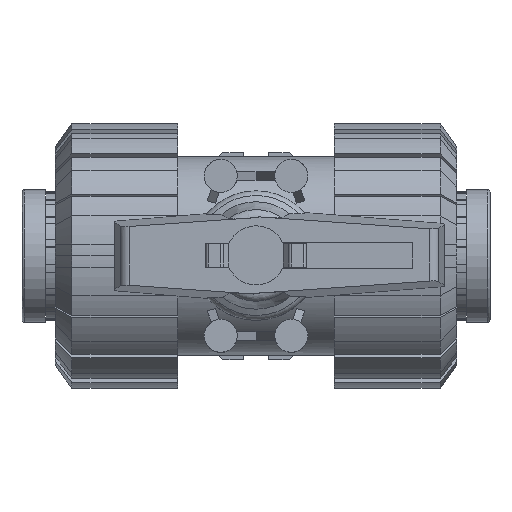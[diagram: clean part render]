
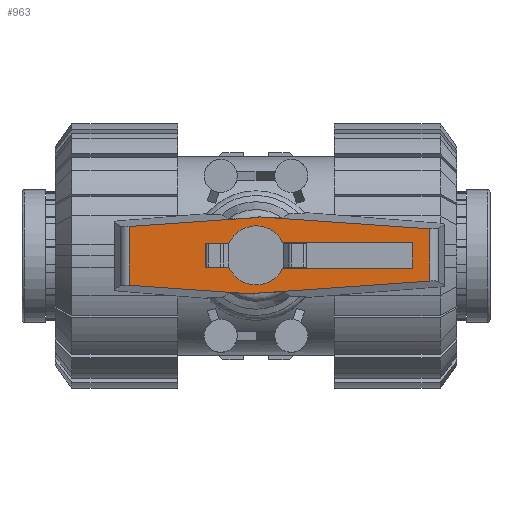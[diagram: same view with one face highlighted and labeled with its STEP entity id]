
A CAD part, top view. The second image highlights one B-rep face of the part: STEP entity #963.
In plain terms, the highlighted planar face has unit normal (0, 0, 1).
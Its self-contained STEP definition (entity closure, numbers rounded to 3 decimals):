
#963=ADVANCED_FACE('',(#2315,#2316),#2317,.T.);
#2315=FACE_BOUND('',#4131,.T.);
#2316=FACE_OUTER_BOUND('',#4132,.T.);
#2317=PLANE('',#4133);
#4131=EDGE_LOOP('',(#6609,#6610,#6611,#6612,#6613,#6614,#6615,#6616));
#4132=EDGE_LOOP('',(#6617,#6618,#6619,#6620,#6621,#6622,#6623,#6624));
#4133=AXIS2_PLACEMENT_3D('',#6625,#6626,#6627);
#6609=ORIENTED_EDGE('',*,*,#11429,.T.);
#6610=ORIENTED_EDGE('',*,*,#11514,.T.);
#6611=ORIENTED_EDGE('',*,*,#11592,.T.);
#6612=ORIENTED_EDGE('',*,*,#11519,.T.);
#6613=ORIENTED_EDGE('',*,*,#11418,.T.);
#6614=ORIENTED_EDGE('',*,*,#11414,.T.);
#6615=ORIENTED_EDGE('',*,*,#11410,.T.);
#6616=ORIENTED_EDGE('',*,*,#11405,.T.);
#6617=ORIENTED_EDGE('',*,*,#11629,.T.);
#6618=ORIENTED_EDGE('',*,*,#11679,.T.);
#6619=ORIENTED_EDGE('',*,*,#11666,.T.);
#6620=ORIENTED_EDGE('',*,*,#11656,.T.);
#6621=ORIENTED_EDGE('',*,*,#11648,.T.);
#6622=ORIENTED_EDGE('',*,*,#11681,.F.);
#6623=ORIENTED_EDGE('',*,*,#11583,.T.);
#6624=ORIENTED_EDGE('',*,*,#11621,.T.);
#6625=CARTESIAN_POINT('',(3.932,0.0,103.5));
#6626=DIRECTION('',(0.0,0.0,1.0));
#6627=DIRECTION('',(1.0,0.0,0.0));
#11405=EDGE_CURVE('',#13729,#13730,#13731,.T.);
#11410=EDGE_CURVE('',#13738,#13729,#13739,.T.);
#11414=EDGE_CURVE('',#13744,#13738,#13745,.T.);
#11418=EDGE_CURVE('',#13750,#13744,#13751,.T.);
#11429=EDGE_CURVE('',#13730,#13765,#13766,.T.);
#11514=EDGE_CURVE('',#13765,#13884,#13886,.T.);
#11519=EDGE_CURVE('',#13892,#13750,#13893,.T.);
#11583=EDGE_CURVE('',#14000,#13998,#14001,.T.);
#11592=EDGE_CURVE('',#13884,#13892,#14013,.T.);
#11621=EDGE_CURVE('',#13998,#14050,#14052,.T.);
#11629=EDGE_CURVE('',#14050,#14065,#14067,.T.);
#11648=EDGE_CURVE('',#14097,#14095,#14098,.T.);
#11656=EDGE_CURVE('',#14111,#14097,#14112,.T.);
#11666=EDGE_CURVE('',#14123,#14111,#14124,.T.);
#11679=EDGE_CURVE('',#14065,#14123,#14142,.T.);
#11681=EDGE_CURVE('',#14000,#14095,#14144,.T.);
#13729=VERTEX_POINT('',#17152);
#13730=VERTEX_POINT('',#17153);
#13731=LINE('',#17154,#17155);
#13738=VERTEX_POINT('',#17165);
#13739=LINE('',#17166,#17167);
#13744=VERTEX_POINT('',#17174);
#13745=LINE('',#17175,#17176);
#13750=VERTEX_POINT('',#17183);
#13751=CIRCLE('',#17184,6.286);
#13765=VERTEX_POINT('',#17202);
#13766=CIRCLE('',#17203,6.286);
#13884=VERTEX_POINT('',#17364);
#13886=LINE('',#17367,#17368);
#13892=VERTEX_POINT('',#17376);
#13893=LINE('',#17377,#17378);
#13998=VERTEX_POINT('',#17734);
#14000=VERTEX_POINT('',#17737);
#14001=LINE('',#17738,#17739);
#14013=LINE('',#17755,#17756);
#14050=VERTEX_POINT('',#17852);
#14052=LINE('',#17855,#17856);
#14065=VERTEX_POINT('',#17872);
#14067=LINE('',#17874,#17875);
#14095=VERTEX_POINT('',#17965);
#14097=VERTEX_POINT('',#17967);
#14098=LINE('',#17968,#17969);
#14111=VERTEX_POINT('',#18055);
#14112=LINE('',#18056,#18057);
#14123=VERTEX_POINT('',#18093);
#14124=LINE('',#18094,#18095);
#14142=LINE('',#18151,#18152);
#14144=LINE('',#18154,#18155);
#17152=CARTESIAN_POINT('',(33.333,-2.75,103.5));
#17153=CARTESIAN_POINT('',(5.652,-2.75,103.5));
#17154=CARTESIAN_POINT('',(10.299,-2.75,103.5));
#17155=VECTOR('',#23454,1.0);
#17165=CARTESIAN_POINT('',(33.333,2.75,103.5));
#17166=CARTESIAN_POINT('',(33.333,0.0,103.5));
#17167=VECTOR('',#23458,1.0);
#17174=CARTESIAN_POINT('',(5.652,2.75,103.5));
#17175=CARTESIAN_POINT('',(10.299,2.75,103.5));
#17176=VECTOR('',#23461,1.0);
#17183=CARTESIAN_POINT('',(-5.778,2.475,103.5));
#17184=AXIS2_PLACEMENT_3D('',#23464,#23465,#23466);
#17202=CARTESIAN_POINT('',(-5.778,-2.475,103.5));
#17203=AXIS2_PLACEMENT_3D('',#23480,#23481,#23482);
#17364=CARTESIAN_POINT('',(-10.633,-2.475,103.5));
#17367=CARTESIAN_POINT('',(-1.986,-2.475,103.5));
#17368=VECTOR('',#23569,1.0);
#17376=CARTESIAN_POINT('',(-10.633,2.475,103.5));
#17377=CARTESIAN_POINT('',(-1.986,2.475,103.5));
#17378=VECTOR('',#23572,1.0);
#17734=CARTESIAN_POINT('',(0.429,8.204,103.5));
#17737=CARTESIAN_POINT('',(36.912,5.652,103.5));
#17738=CARTESIAN_POINT('',(21.382,6.738,103.5));
#17739=VECTOR('',#23624,1.0);
#17755=CARTESIAN_POINT('',(-10.633,3.713,103.5));
#17756=VECTOR('',#23635,1.0);
#17852=CARTESIAN_POINT('',(0.438,8.069,103.5));
#17855=CARTESIAN_POINT('',(0.077,13.236,103.5));
#17856=VECTOR('',#23653,1.0);
#17872=CARTESIAN_POINT('',(-26.912,6.157,103.5));
#17874=CARTESIAN_POINT('',(-3.003,7.829,103.5));
#17875=VECTOR('',#23666,1.0);
#17965=CARTESIAN_POINT('',(36.912,-5.457,103.5));
#17967=CARTESIAN_POINT('',(-0.438,-8.069,103.5));
#17968=CARTESIAN_POINT('',(22.058,-6.496,103.5));
#17969=VECTOR('',#23690,1.0);
#18055=CARTESIAN_POINT('',(-0.429,-8.204,103.5));
#18056=CARTESIAN_POINT('',(-0.676,-4.669,103.5));
#18057=VECTOR('',#23692,1.0);
#18093=CARTESIAN_POINT('',(-26.912,-6.352,103.5));
#18094=CARTESIAN_POINT('',(-3.705,-7.974,103.5));
#18095=VECTOR('',#23697,1.0);
#18151=CARTESIAN_POINT('',(-26.912,9.9,103.5));
#18152=VECTOR('',#23708,1.0);
#18154=CARTESIAN_POINT('',(36.912,9.9,103.5));
#18155=VECTOR('',#23709,1.0);
#23454=DIRECTION('',(-1.0,0.0,0.0));
#23458=DIRECTION('',(0.0,-1.0,0.0));
#23461=DIRECTION('',(1.0,0.0,-0.0));
#23464=CARTESIAN_POINT('',(0.0,0.0,103.5));
#23465=DIRECTION('',(0.0,0.0,-1.0));
#23466=DIRECTION('',(1.0,0.0,0.0));
#23480=CARTESIAN_POINT('',(0.0,0.0,103.5));
#23481=DIRECTION('',(0.0,0.0,-1.0));
#23482=DIRECTION('',(1.0,0.0,0.0));
#23569=DIRECTION('',(-1.0,0.0,0.0));
#23572=DIRECTION('',(1.0,0.0,0.0));
#23624=DIRECTION('',(-0.998,0.07,0.0));
#23635=DIRECTION('',(0.0,1.0,-0.0));
#23653=DIRECTION('',(0.07,-0.998,0.0));
#23666=DIRECTION('',(-0.998,-0.07,0.0));
#23690=DIRECTION('',(0.998,0.07,-0.0));
#23692=DIRECTION('',(-0.07,0.998,0.0));
#23697=DIRECTION('',(0.998,-0.07,0.0));
#23708=DIRECTION('',(0.0,-1.0,0.0));
#23709=DIRECTION('',(0.0,-1.0,0.0));
